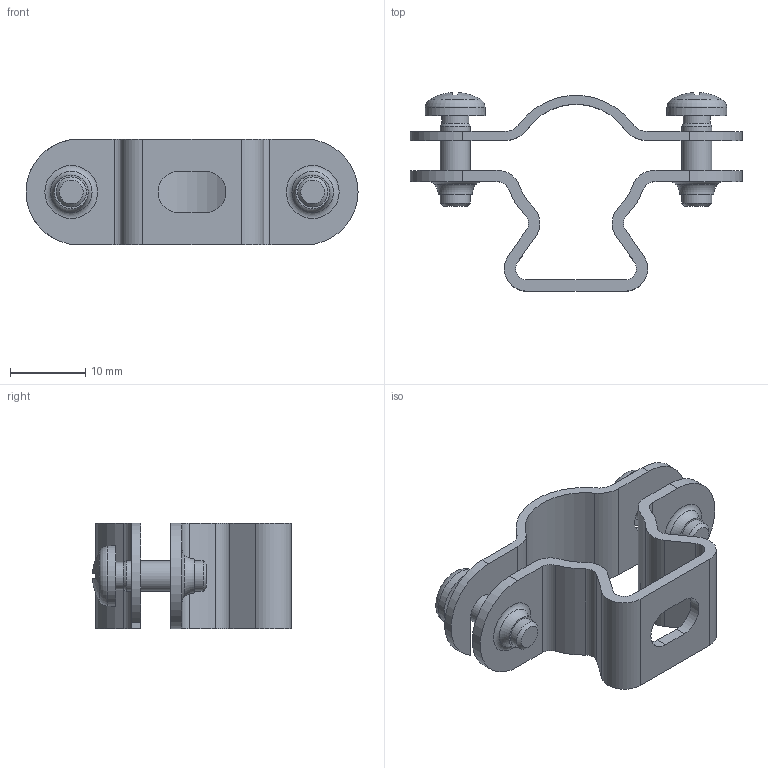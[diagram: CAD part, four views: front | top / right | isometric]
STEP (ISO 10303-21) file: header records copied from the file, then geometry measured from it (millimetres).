
FILE_DESCRIPTION(/* description */ (''),/* implementation_level */ '2;1');
FILE_NAME(/* name */ '',/* time_stamp */ '2025-06-24T09:14:16+07:00',/* author */ ('zeta-72'),/* organization */ (''),/* preprocessor_version */ 'ST-DEVELOPER v19.2',/* originating_system */ 'Autodesk Inventor 2024',/* authorisation */ '');
FILE_SCHEMA (('AUTOMOTIVE_DESIGN { 1 0 10303 214 3 1 1 }'));
Length unit declared in the file: millimetre
Products named in the file (1): ЗЭТА.105.950.000 Хомут трубный 
ХТс-01-xx_Упростить_
1
Bounding box: 44 x 26.33 x 14 mm (x, y, z)
Volume: 2576.1 mm3; surface area: 4015.7 mm2
Topology: 2 solids, 2 shells, 127 faces, 338 edges, 223 vertices
Faces by surface type: plane 46, cylinder 37, cone 26, torus 16, sphere 2
Full cylindrical faces by diameter (mm): 3.621 x2, 4 x4
Entity records: 4437 total; most frequent: CARTESIAN_POINT 1055, DIRECTION 693, ORIENTED_EDGE 672, EDGE_CURVE 336, AXIS2_PLACEMENT_3D 277, VERTEX_POINT 223, CIRCLE 149, EDGE_LOOP 141
